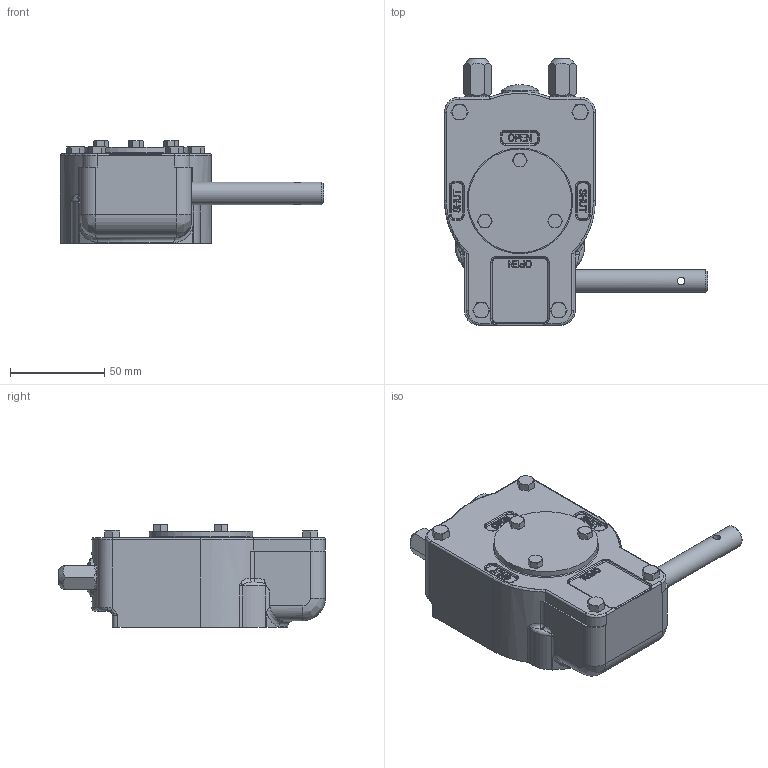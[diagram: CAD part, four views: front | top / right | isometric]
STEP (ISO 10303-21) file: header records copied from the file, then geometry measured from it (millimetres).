
FILE_DESCRIPTION( ( 'Unknown' ), '1' );
FILE_NAME( 'AB150G BU LH.stp', 'Unknown', ( 'Unknown' ), ( 'Unknown' ), 'PSStep 15.0.49', 'Unknown', ' ' );
FILE_SCHEMA( ( 'AUTOMOTIVE_DESIGN { 1 0 10303 214 1 1 1 1 }' ) );
Length unit declared in the file: millimetre
Products named in the file (1): 10QZ5000A0M00
Bounding box: 139.5 x 141.49 x 54.49 mm (x, y, z)
Volume: 279733.3 mm3; surface area: 89059.9 mm2
Topology: 1 solids, 21 shells, 1139 faces, 2956 edges, 1869 vertices
Faces by surface type: plane 442, cylinder 323, cone 185, torus 114, extrusion 30, bspline 29, sphere 16
Full cylindrical faces by diameter (mm): 2.5 x2, 3.242 x4, 4 x5, 4.1 x2, 4.134 x8, 4.917 x8, 5 x7, 5.5 x4, 6 x2, 6.647 x12, 8 x2, 9 x2, 12 x2, 14 x4, 16 x3, 17 x2, 18 x2, 20 x1, 26 x1, 32.1 x2, 34 x2, 35 x3, 40 x2, 55 x1
Entity records: 49923 total; most frequent: CARTESIAN_POINT 15078, ORIENTED_EDGE 5414, DIRECTION 5057, EDGE_CURVE 2707, AXIS2_PLACEMENT_3D 2093, VERTEX_POINT 1801, EDGE_LOOP 1348, FACE_OUTER_BOUND 1234
